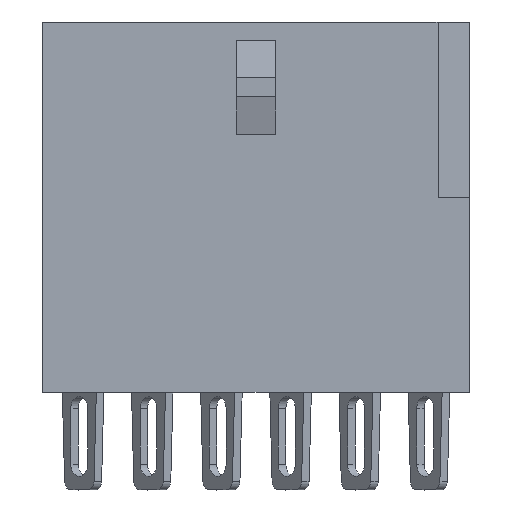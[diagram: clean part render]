
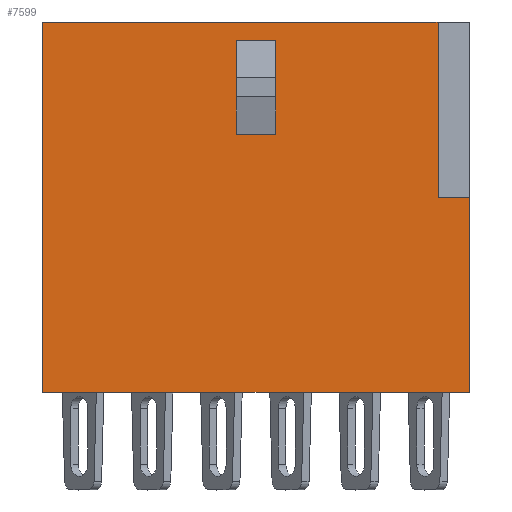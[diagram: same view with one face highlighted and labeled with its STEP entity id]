
A CAD part, top view. The second image highlights one B-rep face of the part: STEP entity #7599.
In plain terms, the highlighted planar face has unit normal (0, 0, 1).
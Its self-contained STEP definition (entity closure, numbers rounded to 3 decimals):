
#296 = CARTESIAN_POINT ( 'NONE',  ( -2.324, -11.176, 2.54 ) ) ;
#356 = ORIENTED_EDGE ( 'NONE', *, *, #7969, .F. ) ;
#417 = EDGE_CURVE ( 'NONE', #7609, #2896, #1544, .T. ) ;
#474 = ORIENTED_EDGE ( 'NONE', *, *, #2160, .F. ) ;
#644 = VECTOR ( 'NONE', #1215, 1000. ) ;
#650 = VERTEX_POINT ( 'NONE', #4778 ) ;
#714 = DIRECTION ( 'NONE',  ( 0., -1., 0. ) ) ;
#1014 = FACE_OUTER_BOUND ( 'NONE', #6007, .T. ) ;
#1021 = EDGE_CURVE ( 'NONE', #2636, #650, #7123, .T. ) ;
#1097 = AXIS2_PLACEMENT_3D ( 'NONE', #5484, #5454, #1967 ) ;
#1106 = CARTESIAN_POINT ( 'NONE',  ( 22.136, -11.176, 2.54 ) ) ;
#1215 = DIRECTION ( 'NONE',  ( 0., 1., 0. ) ) ;
#1245 = LINE ( 'NONE', #2837, #4938 ) ;
#1544 = LINE ( 'NONE', #6623, #8709 ) ;
#1617 = LINE ( 'NONE', #5348, #2057 ) ;
#1659 = ORIENTED_EDGE ( 'NONE', *, *, #8977, .F. ) ;
#1684 = DIRECTION ( 'NONE',  ( -1., 0., 0. ) ) ;
#1788 = CARTESIAN_POINT ( 'NONE',  ( 20.333, 0., 2.54 ) ) ;
#1916 = EDGE_CURVE ( 'NONE', #3365, #7609, #4064, .T. ) ;
#1917 = DIRECTION ( 'NONE',  ( 1., 0., 0. ) ) ;
#1967 = DIRECTION ( 'NONE',  ( 1., 0., 0. ) ) ;
#2057 = VECTOR ( 'NONE', #5321, 1000. ) ;
#2160 = EDGE_CURVE ( 'NONE', #7310, #3365, #3844, .T. ) ;
#2335 = VERTEX_POINT ( 'NONE', #1106 ) ;
#2337 = VECTOR ( 'NONE', #714, 1000. ) ;
#2393 = ORIENTED_EDGE ( 'NONE', *, *, #417, .F. ) ;
#2478 = EDGE_CURVE ( 'NONE', #7298, #8213, #4382, .T. ) ;
#2512 = LINE ( 'NONE', #5378, #644 ) ;
#2620 = LINE ( 'NONE', #5761, #3808 ) ;
#2636 = VERTEX_POINT ( 'NONE', #8988 ) ;
#2699 = ORIENTED_EDGE ( 'NONE', *, *, #4504, .T. ) ;
#2793 = CARTESIAN_POINT ( 'NONE',  ( 8.763, 8.992, 2.54 ) ) ;
#2837 = CARTESIAN_POINT ( 'NONE',  ( -2.324, -11.176, 2.54 ) ) ;
#2896 = VERTEX_POINT ( 'NONE', #1788 ) ;
#3024 = DIRECTION ( 'NONE',  ( 0., 1., 0. ) ) ;
#3037 = CARTESIAN_POINT ( 'NONE',  ( 11.049, 3.608, 2.54 ) ) ;
#3365 = VERTEX_POINT ( 'NONE', #4391 ) ;
#3760 = CARTESIAN_POINT ( 'NONE',  ( -2.324, -11.176, 2.54 ) ) ;
#3808 = VECTOR ( 'NONE', #1684, 1000. ) ;
#3844 = LINE ( 'NONE', #296, #4057 ) ;
#3941 = DIRECTION ( 'NONE',  ( 0., -1., 0. ) ) ;
#4057 = VECTOR ( 'NONE', #5803, 1000. ) ;
#4064 = LINE ( 'NONE', #6080, #5138 ) ;
#4382 = LINE ( 'NONE', #6422, #4603 ) ;
#4391 = CARTESIAN_POINT ( 'NONE',  ( -2.324, 10.033, 2.54 ) ) ;
#4431 = EDGE_CURVE ( 'NONE', #2335, #5507, #2512, .T. ) ;
#4488 = ORIENTED_EDGE ( 'NONE', *, *, #4431, .T. ) ;
#4504 = EDGE_CURVE ( 'NONE', #7298, #650, #1617, .T. ) ;
#4603 = VECTOR ( 'NONE', #3024, 1000. ) ;
#4778 = CARTESIAN_POINT ( 'NONE',  ( 8.763, 3.608, 2.54 ) ) ;
#4934 = CARTESIAN_POINT ( 'NONE',  ( 11.049, 8.991, 2.54 ) ) ;
#4938 = VECTOR ( 'NONE', #1917, 1000. ) ;
#4946 = DIRECTION ( 'NONE',  ( 1., 0., 0. ) ) ;
#5129 = ORIENTED_EDGE ( 'NONE', *, *, #2478, .F. ) ;
#5138 = VECTOR ( 'NONE', #6170, 1000. ) ;
#5321 = DIRECTION ( 'NONE',  ( -1., 0., 0. ) ) ;
#5348 = CARTESIAN_POINT ( 'NONE',  ( 13.282, 3.608, 2.54 ) ) ;
#5378 = CARTESIAN_POINT ( 'NONE',  ( 22.136, -11.176, 2.54 ) ) ;
#5454 = DIRECTION ( 'NONE',  ( 0., 0., 1. ) ) ;
#5484 = CARTESIAN_POINT ( 'NONE',  ( -2.324, -11.176, 2.54 ) ) ;
#5507 = VERTEX_POINT ( 'NONE', #7326 ) ;
#5714 = LINE ( 'NONE', #8406, #5931 ) ;
#5740 = ORIENTED_EDGE ( 'NONE', *, *, #1021, .F. ) ;
#5761 = CARTESIAN_POINT ( 'NONE',  ( 13.282, 8.991, 2.54 ) ) ;
#5803 = DIRECTION ( 'NONE',  ( 0., 1., 0. ) ) ;
#5931 = VECTOR ( 'NONE', #4946, 1000. ) ;
#6007 = EDGE_LOOP ( 'NONE', ( #356, #2393, #8006, #474, #7686, #4488 ) ) ;
#6080 = CARTESIAN_POINT ( 'NONE',  ( -2.324, 10.033, 2.54 ) ) ;
#6170 = DIRECTION ( 'NONE',  ( 1., 0., 0. ) ) ;
#6219 = EDGE_LOOP ( 'NONE', ( #2699, #5740, #1659, #5129 ) ) ;
#6422 = CARTESIAN_POINT ( 'NONE',  ( 11.049, 8.992, 2.54 ) ) ;
#6623 = CARTESIAN_POINT ( 'NONE',  ( 20.333, 56.224, 2.54 ) ) ;
#6984 = EDGE_CURVE ( 'NONE', #7310, #2335, #1245, .T. ) ;
#7123 = LINE ( 'NONE', #2793, #2337 ) ;
#7298 = VERTEX_POINT ( 'NONE', #3037 ) ;
#7310 = VERTEX_POINT ( 'NONE', #3760 ) ;
#7326 = CARTESIAN_POINT ( 'NONE',  ( 22.136, 0., 2.54 ) ) ;
#7599 = ADVANCED_FACE ( 'NONE', ( #8405, #1014 ), #7633, .T. ) ;
#7609 = VERTEX_POINT ( 'NONE', #8205 ) ;
#7633 = PLANE ( 'NONE',  #1097 ) ;
#7686 = ORIENTED_EDGE ( 'NONE', *, *, #6984, .T. ) ;
#7969 = EDGE_CURVE ( 'NONE', #2896, #5507, #5714, .T. ) ;
#8006 = ORIENTED_EDGE ( 'NONE', *, *, #1916, .F. ) ;
#8205 = CARTESIAN_POINT ( 'NONE',  ( 20.333, 10.033, 2.54 ) ) ;
#8213 = VERTEX_POINT ( 'NONE', #4934 ) ;
#8405 = FACE_BOUND ( 'NONE', #6219, .T. ) ;
#8406 = CARTESIAN_POINT ( 'NONE',  ( -2.324, 0., 2.54 ) ) ;
#8709 = VECTOR ( 'NONE', #3941, 1000. ) ;
#8977 = EDGE_CURVE ( 'NONE', #8213, #2636, #2620, .T. ) ;
#8988 = CARTESIAN_POINT ( 'NONE',  ( 8.763, 8.991, 2.54 ) ) ;
